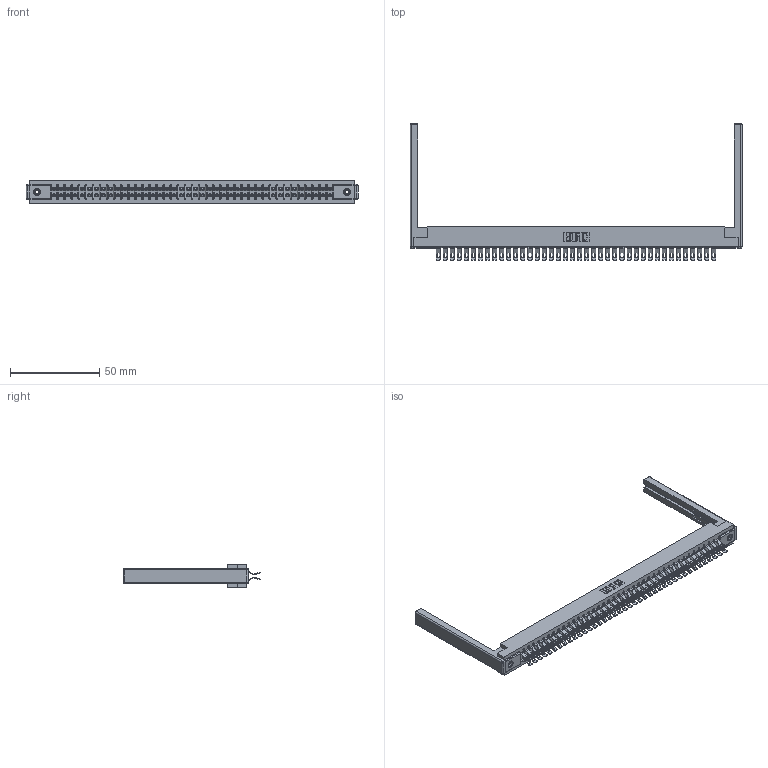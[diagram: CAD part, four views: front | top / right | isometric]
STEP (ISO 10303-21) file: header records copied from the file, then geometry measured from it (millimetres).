
FILE_DESCRIPTION (( 'STEP AP203' ), '1' );
FILE_NAME ('307-080-455-268.STEP', '2020-10-01T09:00:43', ( '' ), ( '' ), 'SwSTEP 2.0', 'SolidWorks 2020', '' );
FILE_SCHEMA (( 'CONFIG_CONTROL_DESIGN' ));
Length unit declared in the file: inch
Products named in the file (5): 307-080-455-268; 307-220-068; 307 Part_.156 Dia Mounting Holes; 345-250-001_345-250-001-102; 307-290-001_555
Assembly tree (85 placements, depth 2):
  307-080-455-268
    307 Part_.156 Dia Mounting Holes
    307-290-001_555  x80
    307-220-068  x2
    345-250-001_345-250-001-102  x2
Bounding box: 185.93 x 76.71 x 12.7 mm (x, y, z)
Volume: 24376 mm3; surface area: 29730.1 mm2
Topology: 85 solids, 85 shells, 5193 faces, 15193 edges, 9890 vertices
Faces by surface type: plane 2878, cylinder 2209, sphere 90, cone 12, torus 4
Entity records: 39114 total; most frequent: CARTESIAN_POINT 6381, ORIENTED_EDGE 6318, DIRECTION 6273, EDGE_CURVE 3159, LINE 2409, VECTOR 2409, VERTEX_POINT 2040, AXIS2_PLACEMENT_3D 1932
